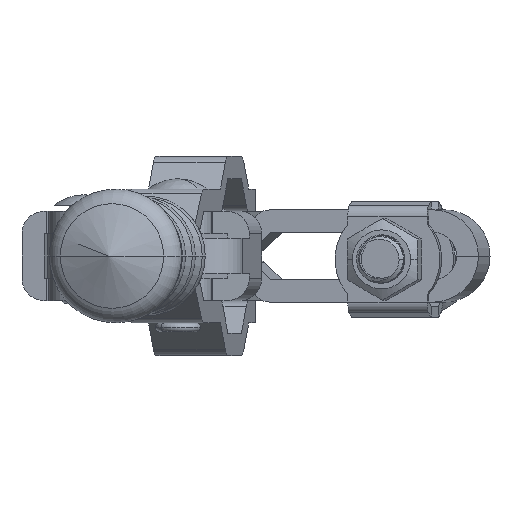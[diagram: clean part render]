
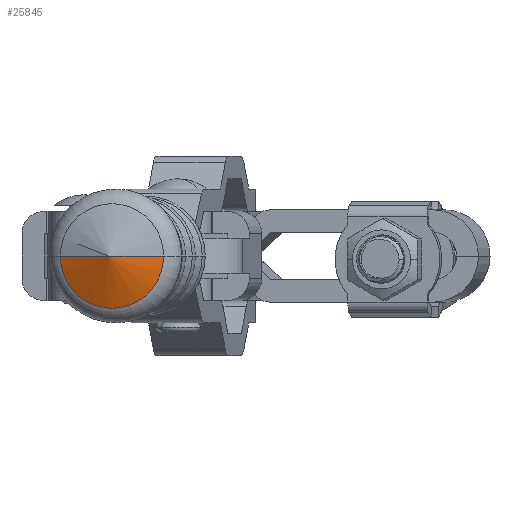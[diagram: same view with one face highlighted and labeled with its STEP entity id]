
A CAD part, left-side view. The second image highlights one B-rep face of the part: STEP entity #25845.
In plain terms, the highlighted conical face has half-angle 69.671 degrees and reference radius 7.034 mm.
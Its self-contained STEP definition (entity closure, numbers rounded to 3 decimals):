
#203 = CARTESIAN_POINT ( 'NONE',  ( -38.154, 0., 0. ) ) ;
#228 = DIRECTION ( 'NONE',  ( 0.347, -0.938, 0. ) ) ;
#229 = VECTOR ( 'NONE', #228, 1000. ) ;
#230 = CARTESIAN_POINT ( 'NONE',  ( -35.548, -7.034, 0. ) ) ;
#231 = LINE ( 'NONE', #230, #229 ) ;
#239 = CARTESIAN_POINT ( 'NONE',  ( -35.548, 7.034, 0. ) ) ;
#25841 = ORIENTED_EDGE ( 'NONE', *, *, #25858, .T. ) ;
#25845 = ADVANCED_FACE ( 'NONE', ( #34781 ), #34721, .T. ) ;
#25854 = VERTEX_POINT ( 'NONE', #34719 ) ;
#25858 = EDGE_CURVE ( 'NONE', #25854, #26229, #34793, .T. ) ;
#25863 = EDGE_LOOP ( 'NONE', ( #26097, #26226, #25841 ) ) ;
#26095 = EDGE_CURVE ( 'NONE', #26232, #26229, #35422, .T. ) ;
#26097 = ORIENTED_EDGE ( 'NONE', *, *, #26095, .F. ) ;
#26226 = ORIENTED_EDGE ( 'NONE', *, *, #26235, .T. ) ;
#26229 = VERTEX_POINT ( 'NONE', #239 ) ;
#26232 = VERTEX_POINT ( 'NONE', #203 ) ;
#26235 = EDGE_CURVE ( 'NONE', #26232, #25854, #231, .T. ) ;
#34719 = CARTESIAN_POINT ( 'NONE',  ( -35.548, -7.034, 0. ) ) ;
#34721 = CONICAL_SURFACE ( 'NONE', #34774, 7.034, 1.216 ) ;
#34770 = DIRECTION ( 'NONE',  ( 0., 1., 0. ) ) ;
#34771 = DIRECTION ( 'NONE',  ( 1., 0., 0. ) ) ;
#34773 = CARTESIAN_POINT ( 'NONE',  ( -35.548, 0., 0. ) ) ;
#34774 = AXIS2_PLACEMENT_3D ( 'NONE', #34773, #34771, #34770 ) ;
#34781 = FACE_OUTER_BOUND ( 'NONE', #25863, .T. ) ;
#34790 = DIRECTION ( 'NONE',  ( 0., -1., 0. ) ) ;
#34791 = DIRECTION ( 'NONE',  ( -1., 0., 0. ) ) ;
#34792 = CARTESIAN_POINT ( 'NONE',  ( -35.548, 0., 0. ) ) ;
#34793 = CIRCLE ( 'NONE', #34797, 7.034 ) ;
#34797 = AXIS2_PLACEMENT_3D ( 'NONE', #34792, #34791, #34790 ) ;
#35419 = DIRECTION ( 'NONE',  ( 0.347, 0.938, 0. ) ) ;
#35420 = VECTOR ( 'NONE', #35419, 1000. ) ;
#35421 = CARTESIAN_POINT ( 'NONE',  ( -35.548, 7.034, 0. ) ) ;
#35422 = LINE ( 'NONE', #35421, #35420 ) ;
